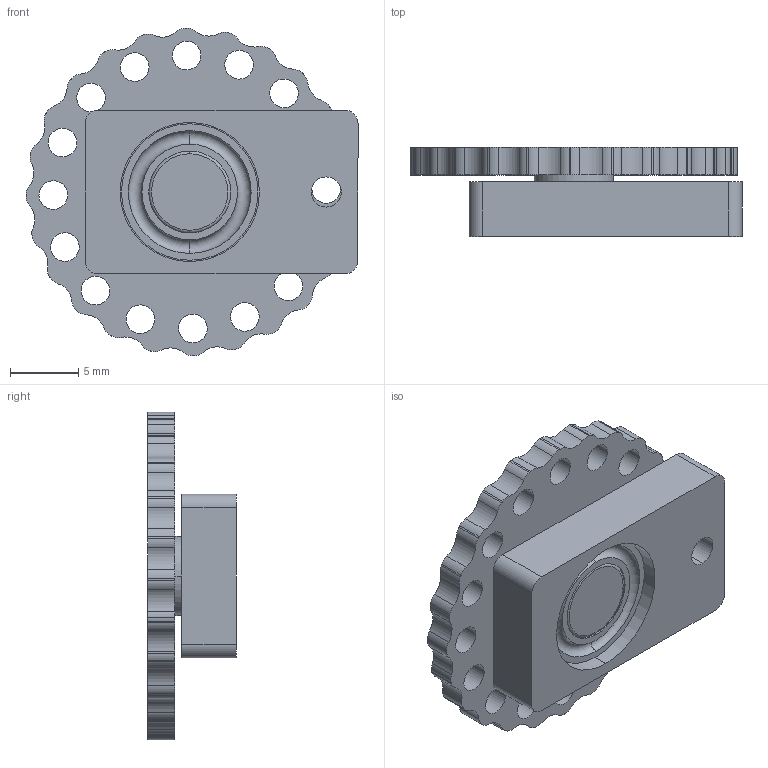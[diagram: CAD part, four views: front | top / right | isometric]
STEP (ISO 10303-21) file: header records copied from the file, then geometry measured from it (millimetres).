
FILE_DESCRIPTION (( 'STEP AP214' ), '1' );
FILE_NAME ('knob.STEP', '2026-01-05T02:59:59', ( '' ), ( '' ), 'SwSTEP 2.0', 'SolidWorks 2022', '' );
FILE_SCHEMA (( 'AUTOMOTIVE_DESIGN' ));
Length unit declared in the file: millimetre
Products named in the file (5): base; 6x2.5magnet; bearing_mr106zz; scroll_wheel; knob
Assembly tree (4 placements, depth 2):
  knob
    base
    bearing_mr106zz
    scroll_wheel
    6x2.5magnet
Bounding box: 24.33 x 6.5 x 24 mm (x, y, z)
Volume: 1599 mm3; surface area: 2236.9 mm2
Topology: 4 solids, 4 shells, 176 faces, 491 edges, 326 vertices
Faces by surface type: cylinder 153, plane 15, torus 8
Entity records: 6123 total; most frequent: DIRECTION 1183, CARTESIAN_POINT 1000, ORIENTED_EDGE 982, AXIS2_PLACEMENT_3D 509, EDGE_CURVE 491, CIRCLE 326, VERTEX_POINT 326, EDGE_LOOP 217
